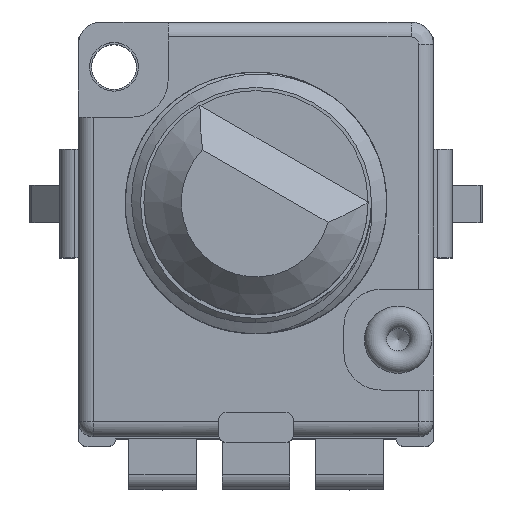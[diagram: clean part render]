
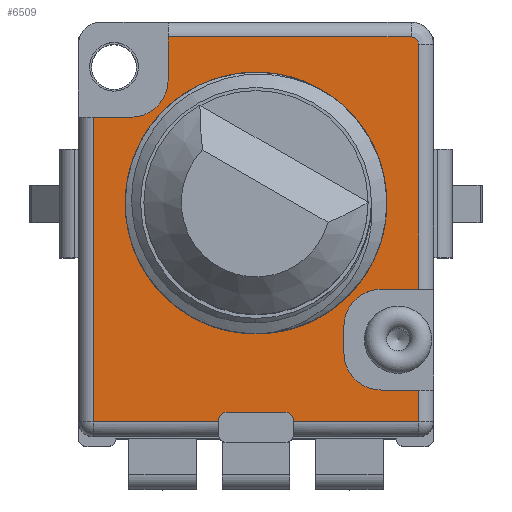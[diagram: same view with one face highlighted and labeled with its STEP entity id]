
A CAD part, top view. The second image highlights one B-rep face of the part: STEP entity #6509.
In plain terms, the highlighted planar face has unit normal (0, 0, 1).
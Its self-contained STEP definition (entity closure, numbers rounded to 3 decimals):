
#151=B_SPLINE_CURVE_WITH_KNOTS('',3,(#12840,#12841,#12842,#12843,#12844,
#12845,#12846,#12847,#12848,#12849),.UNSPECIFIED.,.F.,.F.,(4,2,2,2,4),(0.,
0.1,0.202,0.304,0.409),
 .UNSPECIFIED.);
#152=B_SPLINE_CURVE_WITH_KNOTS('',3,(#12850,#12851,#12852,#12853),
 .UNSPECIFIED.,.F.,.F.,(4,4),(0.,0.),.UNSPECIFIED.);
#153=B_SPLINE_CURVE_WITH_KNOTS('',3,(#12899,#12900,#12901,#12902,#12903,
#12904),.UNSPECIFIED.,.F.,.F.,(4,2,4),(-0.261,-0.132,
0.),.UNSPECIFIED.);
#179=FACE_BOUND('',#2327,.T.);
#913=LINE('',#11541,#1563);
#918=LINE('',#11555,#1568);
#919=LINE('',#11558,#1569);
#920=LINE('',#11566,#1570);
#922=LINE('',#11571,#1572);
#926=LINE('',#11583,#1576);
#933=LINE('',#11610,#1583);
#935=LINE('',#11616,#1585);
#939=LINE('',#11629,#1589);
#941=LINE('',#11634,#1591);
#942=LINE('',#11650,#1592);
#945=LINE('',#11656,#1595);
#947=LINE('',#11666,#1597);
#949=LINE('',#11670,#1599);
#1563=VECTOR('',#8741,0.7);
#1568=VECTOR('',#8756,1.);
#1569=VECTOR('',#8759,0.85);
#1570=VECTOR('',#8770,3.35);
#1572=VECTOR('',#8776,0.05);
#1576=VECTOR('',#8788,1.6);
#1583=VECTOR('',#8809,0.05);
#1585=VECTOR('',#8815,3.35);
#1589=VECTOR('',#8831,1.);
#1591=VECTOR('',#8837,6.55);
#1592=VECTOR('',#8846,6.5);
#1595=VECTOR('',#8851,1.15);
#1597=VECTOR('',#8863,1.);
#1599=VECTOR('',#8869,8.15);
#1950=FACE_OUTER_BOUND('',#2326,.T.);
#2326=EDGE_LOOP('',(#5897,#5898,#5899,#5900,#5901,#5902,#5903,#5904,#5905,
#5906,#5907,#5908,#5909,#5910,#5911,#5912,#5913,#5914,#5915,#5916));
#2327=EDGE_LOOP('',(#5917,#5918,#5919,#5920,#5921));
#2372=CIRCLE('',#6615,3.5);
#2373=CIRCLE('',#6617,3.5);
#2530=CIRCLE('',#7041,1.);
#2532=CIRCLE('',#7045,1.);
#2539=CIRCLE('',#7058,0.2);
#2541=CIRCLE('',#7062,0.2);
#2549=CIRCLE('',#7078,0.2);
#2552=CIRCLE('',#7084,1.);
#2622=VERTEX_POINT('',#9129);
#2623=VERTEX_POINT('',#9131);
#2626=VERTEX_POINT('',#9261);
#3120=VERTEX_POINT('',#11531);
#3121=VERTEX_POINT('',#11532);
#3124=VERTEX_POINT('',#11540);
#3126=VERTEX_POINT('',#11546);
#3128=VERTEX_POINT('',#11552);
#3129=VERTEX_POINT('',#11557);
#3131=VERTEX_POINT('',#11565);
#3132=VERTEX_POINT('',#11570);
#3134=VERTEX_POINT('',#11576);
#3136=VERTEX_POINT('',#11582);
#3138=VERTEX_POINT('',#11588);
#3143=VERTEX_POINT('',#11609);
#3145=VERTEX_POINT('',#11615);
#3148=VERTEX_POINT('',#11627);
#3149=VERTEX_POINT('',#11632);
#3150=VERTEX_POINT('',#11644);
#3151=VERTEX_POINT('',#11648);
#3153=VERTEX_POINT('',#11654);
#3154=VERTEX_POINT('',#11658);
#3156=VERTEX_POINT('',#11664);
#3167=VERTEX_POINT('',#12818);
#3168=VERTEX_POINT('',#12839);
#3255=EDGE_CURVE('',#2622,#2623,#2372,.T.);
#3258=EDGE_CURVE('',#2626,#2622,#2373,.T.);
#3998=EDGE_CURVE('',#3120,#3121,#2530,.T.);
#4002=EDGE_CURVE('',#3121,#3124,#913,.T.);
#4005=EDGE_CURVE('',#3124,#3126,#2532,.T.);
#4010=EDGE_CURVE('',#3128,#3126,#918,.T.);
#4011=EDGE_CURVE('',#3129,#3128,#919,.T.);
#4015=EDGE_CURVE('',#3131,#3129,#920,.T.);
#4018=EDGE_CURVE('',#3131,#3132,#922,.T.);
#4021=EDGE_CURVE('',#3134,#3132,#2539,.T.);
#4024=EDGE_CURVE('',#3134,#3136,#926,.T.);
#4027=EDGE_CURVE('',#3138,#3136,#2541,.T.);
#4035=EDGE_CURVE('',#3143,#3138,#933,.T.);
#4038=EDGE_CURVE('',#3145,#3143,#935,.T.);
#4045=EDGE_CURVE('',#3148,#3120,#939,.T.);
#4048=EDGE_CURVE('',#3148,#3149,#941,.T.);
#4049=EDGE_CURVE('',#3149,#3150,#2549,.T.);
#4052=EDGE_CURVE('',#3150,#3151,#942,.T.);
#4055=EDGE_CURVE('',#3151,#3153,#945,.T.);
#4056=EDGE_CURVE('',#3154,#3153,#2552,.T.);
#4060=EDGE_CURVE('',#3156,#3154,#947,.T.);
#4063=EDGE_CURVE('',#3156,#3145,#949,.T.);
#4087=EDGE_CURVE('',#3167,#3168,#151,.T.);
#4088=EDGE_CURVE('',#2623,#3168,#152,.T.);
#4089=EDGE_CURVE('',#3167,#2626,#153,.T.);
#5897=ORIENTED_EDGE('',*,*,#4038,.T.);
#5898=ORIENTED_EDGE('',*,*,#4035,.T.);
#5899=ORIENTED_EDGE('',*,*,#4027,.T.);
#5900=ORIENTED_EDGE('',*,*,#4024,.F.);
#5901=ORIENTED_EDGE('',*,*,#4021,.T.);
#5902=ORIENTED_EDGE('',*,*,#4018,.F.);
#5903=ORIENTED_EDGE('',*,*,#4015,.T.);
#5904=ORIENTED_EDGE('',*,*,#4011,.T.);
#5905=ORIENTED_EDGE('',*,*,#4010,.T.);
#5906=ORIENTED_EDGE('',*,*,#4005,.F.);
#5907=ORIENTED_EDGE('',*,*,#4002,.F.);
#5908=ORIENTED_EDGE('',*,*,#3998,.F.);
#5909=ORIENTED_EDGE('',*,*,#4045,.F.);
#5910=ORIENTED_EDGE('',*,*,#4048,.T.);
#5911=ORIENTED_EDGE('',*,*,#4049,.T.);
#5912=ORIENTED_EDGE('',*,*,#4052,.T.);
#5913=ORIENTED_EDGE('',*,*,#4055,.T.);
#5914=ORIENTED_EDGE('',*,*,#4056,.F.);
#5915=ORIENTED_EDGE('',*,*,#4060,.F.);
#5916=ORIENTED_EDGE('',*,*,#4063,.T.);
#5917=ORIENTED_EDGE('',*,*,#4089,.T.);
#5918=ORIENTED_EDGE('',*,*,#3258,.T.);
#5919=ORIENTED_EDGE('',*,*,#3255,.T.);
#5920=ORIENTED_EDGE('',*,*,#4088,.T.);
#5921=ORIENTED_EDGE('',*,*,#4087,.F.);
#6160=PLANE('',#7108);
#6509=ADVANCED_FACE('',(#1950,#179),#6160,.T.);
#6615=AXIS2_PLACEMENT_3D('',#9182,#7319,#7320);
#6617=AXIS2_PLACEMENT_3D('',#9262,#7324,#7325);
#7041=AXIS2_PLACEMENT_3D('',#11533,#8733,#8734);
#7045=AXIS2_PLACEMENT_3D('',#11547,#8746,#8747);
#7058=AXIS2_PLACEMENT_3D('',#11577,#8781,#8782);
#7062=AXIS2_PLACEMENT_3D('',#11589,#8793,#8794);
#7078=AXIS2_PLACEMENT_3D('',#11645,#8838,#8839);
#7084=AXIS2_PLACEMENT_3D('',#11659,#8854,#8855);
#7108=AXIS2_PLACEMENT_3D('',#12905,#8912,#8913);
#7319=DIRECTION('center_axis',(0.,0.,-1.));
#7320=DIRECTION('ref_axis',(-1.,0.,0.));
#7324=DIRECTION('center_axis',(0.,0.,-1.));
#7325=DIRECTION('ref_axis',(-1.,0.,0.));
#8733=DIRECTION('center_axis',(0.,0.,1.));
#8734=DIRECTION('ref_axis',(0.,1.,0.));
#8741=DIRECTION('',(0.,-1.,0.));
#8746=DIRECTION('center_axis',(0.,0.,1.));
#8747=DIRECTION('ref_axis',(-1.,0.,0.));
#8756=DIRECTION('',(-1.,0.,0.));
#8759=DIRECTION('',(0.,1.,0.));
#8770=DIRECTION('',(1.,0.,0.));
#8776=DIRECTION('',(0.,1.,0.));
#8781=DIRECTION('center_axis',(0.,0.,-1.));
#8782=DIRECTION('ref_axis',(0.,1.,0.));
#8788=DIRECTION('',(-1.,0.,0.));
#8793=DIRECTION('center_axis',(0.,0.,-1.));
#8794=DIRECTION('ref_axis',(-1.,0.,0.));
#8809=DIRECTION('',(0.,1.,0.));
#8815=DIRECTION('',(1.,0.,0.));
#8831=DIRECTION('',(-1.,0.,0.));
#8837=DIRECTION('',(0.,1.,0.));
#8838=DIRECTION('center_axis',(0.,0.,1.));
#8839=DIRECTION('ref_axis',(1.,0.,0.));
#8846=DIRECTION('',(-1.,0.,0.));
#8851=DIRECTION('',(0.,-1.,0.));
#8854=DIRECTION('center_axis',(0.,0.,1.));
#8855=DIRECTION('ref_axis',(0.,-1.,0.));
#8863=DIRECTION('',(1.,0.,0.));
#8869=DIRECTION('',(0.,-1.,0.));
#8912=DIRECTION('center_axis',(0.,0.,1.));
#8913=DIRECTION('ref_axis',(1.,0.,0.));
#9129=CARTESIAN_POINT('',(-3.5,0.,9.701));
#9131=CARTESIAN_POINT('',(2.04,-2.844,9.701));
#9182=CARTESIAN_POINT('Origin',(0.,0.,9.701));
#9261=CARTESIAN_POINT('',(-3.424,-0.728,9.701));
#9262=CARTESIAN_POINT('Origin',(0.,0.,9.701));
#11531=CARTESIAN_POINT('',(3.35,-2.3,9.701));
#11532=CARTESIAN_POINT('',(2.35,-3.3,9.701));
#11533=CARTESIAN_POINT('Origin',(3.35,-3.3,9.701));
#11540=CARTESIAN_POINT('',(2.35,-4.,9.701));
#11541=CARTESIAN_POINT('',(2.35,-3.3,9.701));
#11546=CARTESIAN_POINT('',(3.35,-5.,9.701));
#11547=CARTESIAN_POINT('Origin',(3.35,-4.,9.701));
#11552=CARTESIAN_POINT('',(4.35,-5.,9.701));
#11555=CARTESIAN_POINT('',(4.35,-5.,9.701));
#11557=CARTESIAN_POINT('',(4.35,-5.85,9.701));
#11558=CARTESIAN_POINT('',(4.35,-5.85,9.701));
#11565=CARTESIAN_POINT('',(1.,-5.85,9.701));
#11566=CARTESIAN_POINT('',(1.,-5.85,9.701));
#11570=CARTESIAN_POINT('',(1.,-5.8,9.701));
#11571=CARTESIAN_POINT('',(1.,-5.85,9.701));
#11576=CARTESIAN_POINT('',(0.8,-5.6,9.701));
#11577=CARTESIAN_POINT('Origin',(0.8,-5.8,9.701));
#11582=CARTESIAN_POINT('',(-0.8,-5.6,9.701));
#11583=CARTESIAN_POINT('',(0.8,-5.6,9.701));
#11588=CARTESIAN_POINT('',(-1.,-5.8,9.701));
#11589=CARTESIAN_POINT('Origin',(-0.8,-5.8,9.701));
#11609=CARTESIAN_POINT('',(-1.,-5.85,9.701));
#11610=CARTESIAN_POINT('',(-1.,-5.85,9.701));
#11615=CARTESIAN_POINT('',(-4.35,-5.85,9.701));
#11616=CARTESIAN_POINT('',(-4.35,-5.85,9.701));
#11627=CARTESIAN_POINT('',(4.35,-2.3,9.701));
#11629=CARTESIAN_POINT('',(4.35,-2.3,9.701));
#11632=CARTESIAN_POINT('',(4.35,4.25,9.701));
#11634=CARTESIAN_POINT('',(4.35,-2.3,9.701));
#11644=CARTESIAN_POINT('',(4.15,4.45,9.701));
#11645=CARTESIAN_POINT('Origin',(4.15,4.25,9.701));
#11648=CARTESIAN_POINT('',(-2.35,4.45,9.701));
#11650=CARTESIAN_POINT('',(4.15,4.45,9.701));
#11654=CARTESIAN_POINT('',(-2.35,3.3,9.701));
#11656=CARTESIAN_POINT('',(-2.35,4.45,9.701));
#11658=CARTESIAN_POINT('',(-3.35,2.3,9.701));
#11659=CARTESIAN_POINT('Origin',(-3.35,3.3,9.701));
#11664=CARTESIAN_POINT('',(-4.35,2.3,9.701));
#11666=CARTESIAN_POINT('',(-4.35,2.3,9.701));
#11670=CARTESIAN_POINT('',(-4.35,2.3,9.701));
#12818=CARTESIAN_POINT('',(-1.813,-2.696,9.701));
#12839=CARTESIAN_POINT('',(2.039,-2.845,9.701));
#12840=CARTESIAN_POINT('Ctrl Pts',(-1.813,-2.696,
9.701));
#12841=CARTESIAN_POINT('Ctrl Pts',(-1.548,-2.9,
9.701));
#12842=CARTESIAN_POINT('Ctrl Pts',(-1.254,-3.062,
9.701));
#12843=CARTESIAN_POINT('Ctrl Pts',(-0.618,-3.293,
9.701));
#12844=CARTESIAN_POINT('Ctrl Pts',(-0.28,-3.36,
9.701));
#12845=CARTESIAN_POINT('Ctrl Pts',(0.403,-3.39,
9.701));
#12846=CARTESIAN_POINT('Ctrl Pts',(0.748,-3.351,
9.701));
#12847=CARTESIAN_POINT('Ctrl Pts',(1.42,-3.173,9.701));
#12848=CARTESIAN_POINT('Ctrl Pts',(1.743,-3.031,9.701));
#12849=CARTESIAN_POINT('Ctrl Pts',(2.039,-2.845,9.701));
#12850=CARTESIAN_POINT('Ctrl Pts',(2.04,-2.844,9.701));
#12851=CARTESIAN_POINT('Ctrl Pts',(2.039,-2.845,9.701));
#12852=CARTESIAN_POINT('Ctrl Pts',(2.039,-2.845,9.701));
#12853=CARTESIAN_POINT('Ctrl Pts',(2.039,-2.845,9.701));
#12899=CARTESIAN_POINT('Ctrl Pts',(-1.813,-2.696,
9.701));
#12900=CARTESIAN_POINT('Ctrl Pts',(-2.19,-2.494,9.701));
#12901=CARTESIAN_POINT('Ctrl Pts',(-2.527,-2.216,9.701));
#12902=CARTESIAN_POINT('Ctrl Pts',(-3.08,-1.544,
9.701));
#12903=CARTESIAN_POINT('Ctrl Pts',(-3.292,-1.148,
9.701));
#12904=CARTESIAN_POINT('Ctrl Pts',(-3.423,-0.728,
9.701));
#12905=CARTESIAN_POINT('Origin',(0.,0.,9.701));
